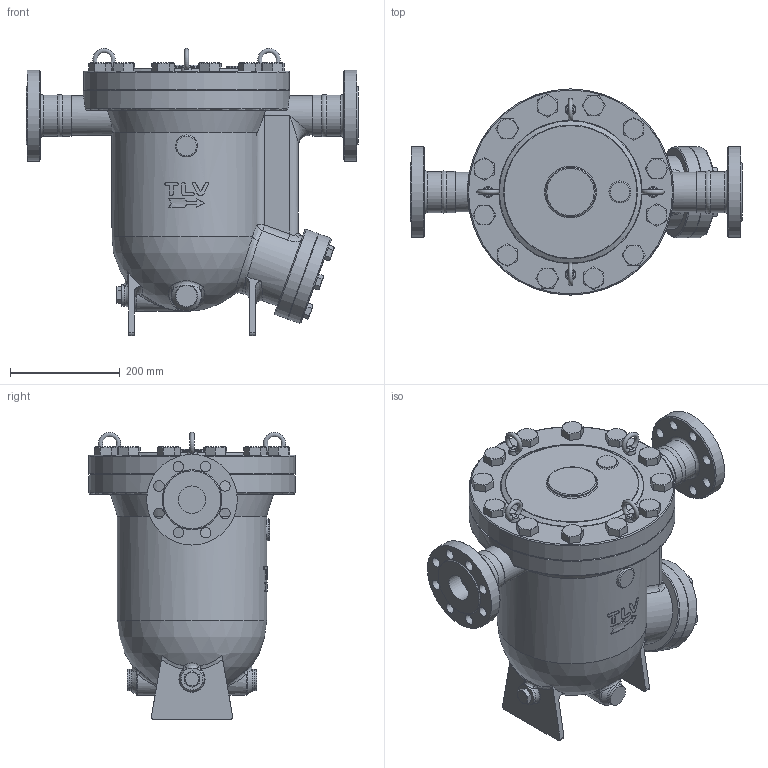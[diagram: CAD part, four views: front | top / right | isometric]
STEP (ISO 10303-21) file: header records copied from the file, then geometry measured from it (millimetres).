
FILE_DESCRIPTION((''),'2;1');
FILE_NAME('jh8rb-050-jis40-00.stp','2010-09-16T15:37:12',('nakaot'),(''),'Autodesk Inventor 2008','Autodesk Inventor 2008','');
FILE_SCHEMA(('AUTOMOTIVE_DESIGN { 1 0 10303 214 1 1 1 1 }'));
Length unit declared in the file: millimetre
Products named in the file (1): jh8rb-050-jis40-00
Bounding box: 604 x 375 x 522.42 mm (x, y, z)
Volume: 32404785.3 mm3; surface area: 1091703.7 mm2
Topology: 1 solids, 7 shells, 566 faces, 1337 edges, 836 vertices
Faces by surface type: plane 226, bspline 134, cone 121, cylinder 63, torus 21, sphere 1
Full cylindrical faces by diameter (mm): 16 x6, 19 x8, 24 x12, 36 x1, 38.672 x1, 40 x2, 50 x1, 72 x2, 75 x3, 90 x1, 105 x1, 165 x3, 286 x1, 375 x2
Entity records: 28926 total; most frequent: CARTESIAN_POINT 17853, ORIENTED_EDGE 2294, DIRECTION 2014, EDGE_CURVE 1147, AXIS2_PLACEMENT_3D 852, EDGE_LOOP 827, VERTEX_POINT 780, FACE_OUTER_BOUND 566
